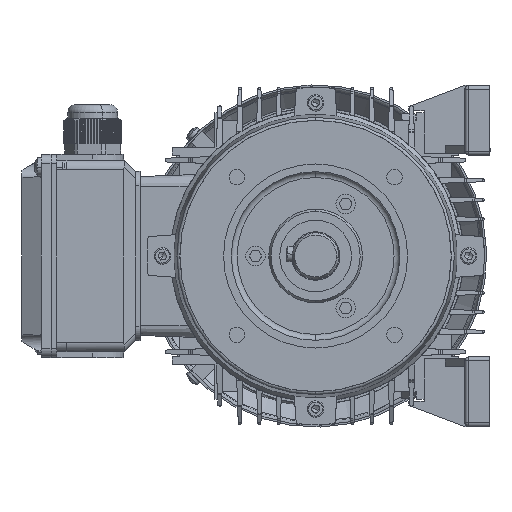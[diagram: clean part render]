
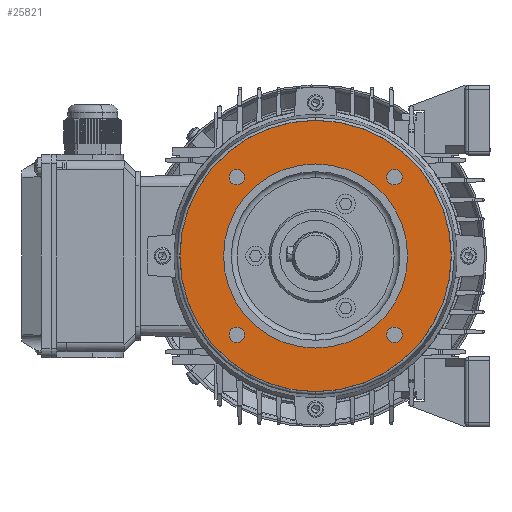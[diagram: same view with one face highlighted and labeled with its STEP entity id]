
A CAD part, left-side view. The second image highlights one B-rep face of the part: STEP entity #25821.
In plain terms, the highlighted planar face has unit normal (-1, 0, 0).
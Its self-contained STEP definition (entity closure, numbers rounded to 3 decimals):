
#1371 = AXIS2_PLACEMENT_3D ( 'NONE', #4493, #111939, #99693 ) ;
#1544 = CARTESIAN_POINT ( 'NONE',  ( 3., 0., 0. ) ) ;
#2959 = AXIS2_PLACEMENT_3D ( 'NONE', #33534, #21287, #9026 ) ;
#3459 = VERTEX_POINT ( 'NONE', #11963 ) ;
#4207 = AXIS2_PLACEMENT_3D ( 'NONE', #114029, #65058, #52842 ) ;
#4493 = CARTESIAN_POINT ( 'NONE',  ( 3., 47.5, 0. ) ) ;
#4983 = EDGE_CURVE ( 'NONE', #22943, #20515, #114560, .T. ) ;
#6094 = CARTESIAN_POINT ( 'NONE',  ( 3., -40.659, 40.659 ) ) ;
#6916 = DIRECTION ( 'NONE',  ( -1., 0., 0. ) ) ;
#7112 = CIRCLE ( 'NONE', #75550, 4. ) ;
#7226 = AXIS2_PLACEMENT_3D ( 'NONE', #19189, #6916, #114302 ) ;
#7569 = FACE_BOUND ( 'NONE', #110197, .T. ) ;
#7774 = VERTEX_POINT ( 'NONE', #92605 ) ;
#9026 = DIRECTION ( 'NONE',  ( 0., 0., 1. ) ) ;
#11064 = VERTEX_POINT ( 'NONE', #119041 ) ;
#11478 = DIRECTION ( 'NONE',  ( 0., 0., -1. ) ) ;
#11617 = AXIS2_PLACEMENT_3D ( 'NONE', #115496, #100391, #88073 ) ;
#11963 = CARTESIAN_POINT ( 'NONE',  ( 3., 0., -70. ) ) ;
#16814 = PLANE ( 'NONE',  #1371 ) ;
#17117 = ORIENTED_EDGE ( 'NONE', *, *, #61810, .T. ) ;
#19006 = EDGE_CURVE ( 'NONE', #3459, #61661, #97150, .T. ) ;
#19189 = CARTESIAN_POINT ( 'NONE',  ( 3., 0., 0. ) ) ;
#19299 = CIRCLE ( 'NONE', #2959, 47.5 ) ;
#19345 = EDGE_LOOP ( 'NONE', ( #82118, #73459 ) ) ;
#19954 = FACE_BOUND ( 'NONE', #19345, .T. ) ;
#20515 = VERTEX_POINT ( 'NONE', #50817 ) ;
#20566 = CARTESIAN_POINT ( 'NONE',  ( 3., 40.659, -44.659 ) ) ;
#20666 = ORIENTED_EDGE ( 'NONE', *, *, #30004, .T. ) ;
#21287 = DIRECTION ( 'NONE',  ( -1., 0., 0. ) ) ;
#22035 = EDGE_LOOP ( 'NONE', ( #39655, #70675 ) ) ;
#22943 = VERTEX_POINT ( 'NONE', #108288 ) ;
#23000 = FACE_BOUND ( 'NONE', #90763, .T. ) ;
#23199 = DIRECTION ( 'NONE',  ( 0., 0., -1. ) ) ;
#23727 = DIRECTION ( 'NONE',  ( 1., 0., 0. ) ) ;
#23899 = ORIENTED_EDGE ( 'NONE', *, *, #104865, .F. ) ;
#25821 = ADVANCED_FACE ( 'NONE', ( #7569, #19954, #23000, #26143, #32269, #38494 ), #16814, .F. ) ;
#25919 = EDGE_LOOP ( 'NONE', ( #20666, #17117 ) ) ;
#26143 = FACE_BOUND ( 'NONE', #25919, .T. ) ;
#27476 = AXIS2_PLACEMENT_3D ( 'NONE', #97325, #85082, #72897 ) ;
#30004 = EDGE_CURVE ( 'NONE', #7774, #111770, #49689, .T. ) ;
#30166 = EDGE_CURVE ( 'NONE', #61661, #3459, #68087, .T. ) ;
#32269 = FACE_BOUND ( 'NONE', #101362, .T. ) ;
#32533 = ORIENTED_EDGE ( 'NONE', *, *, #101149, .F. ) ;
#33534 = CARTESIAN_POINT ( 'NONE',  ( 3., 0., 0. ) ) ;
#35517 = DIRECTION ( 'NONE',  ( 1., 0., 0. ) ) ;
#36034 = CARTESIAN_POINT ( 'NONE',  ( 3., 40.659, -40.659 ) ) ;
#38494 = FACE_OUTER_BOUND ( 'NONE', #22035, .T. ) ;
#39655 = ORIENTED_EDGE ( 'NONE', *, *, #30166, .T. ) ;
#42956 = AXIS2_PLACEMENT_3D ( 'NONE', #6094, #101280, #88980 ) ;
#47774 = CARTESIAN_POINT ( 'NONE',  ( 3., 40.659, -40.659 ) ) ;
#48681 = AXIS2_PLACEMENT_3D ( 'NONE', #98293, #86018, #73834 ) ;
#49040 = CARTESIAN_POINT ( 'NONE',  ( 3., 40.659, -36.659 ) ) ;
#49689 = CIRCLE ( 'NONE', #4207, 4. ) ;
#50817 = CARTESIAN_POINT ( 'NONE',  ( 3., -40.659, 44.659 ) ) ;
#52842 = DIRECTION ( 'NONE',  ( 0., 0., -1. ) ) ;
#54250 = CARTESIAN_POINT ( 'NONE',  ( 3., -40.659, -44.659 ) ) ;
#57633 = ORIENTED_EDGE ( 'NONE', *, *, #114635, .T. ) ;
#61661 = VERTEX_POINT ( 'NONE', #74516 ) ;
#61810 = EDGE_CURVE ( 'NONE', #111770, #7774, #93119, .T. ) ;
#65058 = DIRECTION ( 'NONE',  ( 1., 0., 0. ) ) ;
#68087 = CIRCLE ( 'NONE', #103094, 70. ) ;
#70675 = ORIENTED_EDGE ( 'NONE', *, *, #19006, .T. ) ;
#71643 = CIRCLE ( 'NONE', #92791, 4. ) ;
#71880 = DIRECTION ( 'NONE',  ( 0., 0., -1. ) ) ;
#72897 = DIRECTION ( 'NONE',  ( 0., 0., 1. ) ) ;
#73459 = ORIENTED_EDGE ( 'NONE', *, *, #96949, .T. ) ;
#73834 = DIRECTION ( 'NONE',  ( 0., 0., -1. ) ) ;
#74516 = CARTESIAN_POINT ( 'NONE',  ( 3., 0., 70. ) ) ;
#75550 = AXIS2_PLACEMENT_3D ( 'NONE', #47774, #35517, #23199 ) ;
#78836 = ORIENTED_EDGE ( 'NONE', *, *, #4983, .T. ) ;
#80380 = CARTESIAN_POINT ( 'NONE',  ( 3., 0., -47.5 ) ) ;
#81554 = CIRCLE ( 'NONE', #97675, 4. ) ;
#82118 = ORIENTED_EDGE ( 'NONE', *, *, #108346, .T. ) ;
#83703 = VERTEX_POINT ( 'NONE', #49040 ) ;
#84101 = DIRECTION ( 'NONE',  ( 1., 0., 0. ) ) ;
#85082 = DIRECTION ( 'NONE',  ( -1., 0., 0. ) ) ;
#86018 = DIRECTION ( 'NONE',  ( 1., 0., 0. ) ) ;
#86458 = DIRECTION ( 'NONE',  ( 0., 0., -1. ) ) ;
#88073 = DIRECTION ( 'NONE',  ( 0., 0., -1. ) ) ;
#88980 = DIRECTION ( 'NONE',  ( 0., 0., -1. ) ) ;
#90431 = AXIS2_PLACEMENT_3D ( 'NONE', #36034, #23727, #11478 ) ;
#90763 = EDGE_LOOP ( 'NONE', ( #113000, #57633 ) ) ;
#92605 = CARTESIAN_POINT ( 'NONE',  ( 3., 40.659, 36.659 ) ) ;
#92791 = AXIS2_PLACEMENT_3D ( 'NONE', #96308, #84101, #71880 ) ;
#93119 = CIRCLE ( 'NONE', #11617, 4. ) ;
#96308 = CARTESIAN_POINT ( 'NONE',  ( 3., -40.659, -40.659 ) ) ;
#96314 = EDGE_CURVE ( 'NONE', #106773, #83703, #116930, .T. ) ;
#96658 = DIRECTION ( 'NONE',  ( 0., 0., 1. ) ) ;
#96949 = EDGE_CURVE ( 'NONE', #11064, #103281, #71643, .T. ) ;
#97150 = CIRCLE ( 'NONE', #27476, 70. ) ;
#97302 = VERTEX_POINT ( 'NONE', #80380 ) ;
#97325 = CARTESIAN_POINT ( 'NONE',  ( 3., 0., 0. ) ) ;
#97675 = AXIS2_PLACEMENT_3D ( 'NONE', #111010, #98755, #86458 ) ;
#98293 = CARTESIAN_POINT ( 'NONE',  ( 3., -40.659, -40.659 ) ) ;
#98455 = EDGE_CURVE ( 'NONE', #20515, #22943, #81554, .T. ) ;
#98755 = DIRECTION ( 'NONE',  ( 1., 0., 0. ) ) ;
#99693 = DIRECTION ( 'NONE',  ( 0., 0., -1. ) ) ;
#100391 = DIRECTION ( 'NONE',  ( 1., 0., 0. ) ) ;
#101149 = EDGE_CURVE ( 'NONE', #97302, #109500, #19299, .T. ) ;
#101280 = DIRECTION ( 'NONE',  ( 1., 0., 0. ) ) ;
#101362 = EDGE_LOOP ( 'NONE', ( #23899, #32533 ) ) ;
#102115 = CIRCLE ( 'NONE', #7226, 47.5 ) ;
#103094 = AXIS2_PLACEMENT_3D ( 'NONE', #1544, #108973, #96658 ) ;
#103281 = VERTEX_POINT ( 'NONE', #54250 ) ;
#104174 = CIRCLE ( 'NONE', #48681, 4. ) ;
#104865 = EDGE_CURVE ( 'NONE', #109500, #97302, #102115, .T. ) ;
#106773 = VERTEX_POINT ( 'NONE', #20566 ) ;
#108288 = CARTESIAN_POINT ( 'NONE',  ( 3., -40.659, 36.659 ) ) ;
#108346 = EDGE_CURVE ( 'NONE', #103281, #11064, #104174, .T. ) ;
#108869 = CARTESIAN_POINT ( 'NONE',  ( 3., 40.659, 44.659 ) ) ;
#108973 = DIRECTION ( 'NONE',  ( -1., 0., 0. ) ) ;
#109500 = VERTEX_POINT ( 'NONE', #116096 ) ;
#110197 = EDGE_LOOP ( 'NONE', ( #78836, #113890 ) ) ;
#111010 = CARTESIAN_POINT ( 'NONE',  ( 3., -40.659, 40.659 ) ) ;
#111770 = VERTEX_POINT ( 'NONE', #108869 ) ;
#111939 = DIRECTION ( 'NONE',  ( 1., 0., 0. ) ) ;
#113000 = ORIENTED_EDGE ( 'NONE', *, *, #96314, .T. ) ;
#113890 = ORIENTED_EDGE ( 'NONE', *, *, #98455, .T. ) ;
#114029 = CARTESIAN_POINT ( 'NONE',  ( 3., 40.659, 40.659 ) ) ;
#114302 = DIRECTION ( 'NONE',  ( 0., 0., 1. ) ) ;
#114560 = CIRCLE ( 'NONE', #42956, 4. ) ;
#114635 = EDGE_CURVE ( 'NONE', #83703, #106773, #7112, .T. ) ;
#115496 = CARTESIAN_POINT ( 'NONE',  ( 3., 40.659, 40.659 ) ) ;
#116096 = CARTESIAN_POINT ( 'NONE',  ( 3., 0., 47.5 ) ) ;
#116930 = CIRCLE ( 'NONE', #90431, 4. ) ;
#119041 = CARTESIAN_POINT ( 'NONE',  ( 3., -40.659, -36.659 ) ) ;
